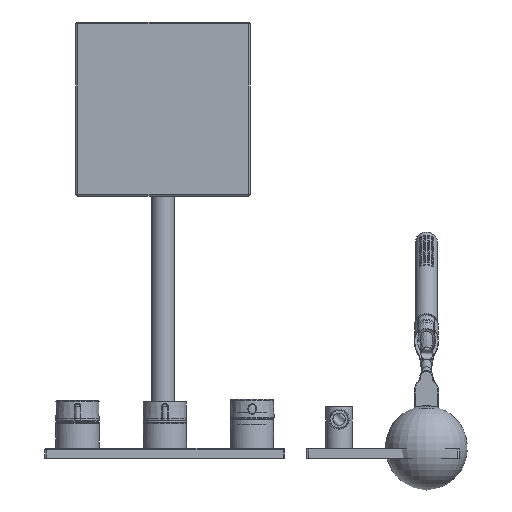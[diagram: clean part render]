
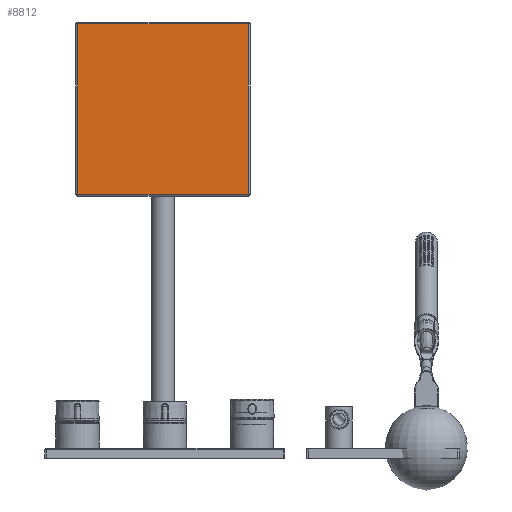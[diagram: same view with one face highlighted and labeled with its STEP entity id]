
A CAD part, front view. The second image highlights one B-rep face of the part: STEP entity #8812.
In plain terms, the highlighted planar face has unit normal (0, -1, 0).
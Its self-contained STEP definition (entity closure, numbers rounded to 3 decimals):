
#2587 = CARTESIAN_POINT ( 'NONE',  ( -153.774, 793.26, 302.3 ) ) ;
#3021 = CARTESIAN_POINT ( 'NONE',  ( -251.474, 793.26, 302.3 ) ) ;
#3715 = PLANE ( 'NONE',  #15341 ) ;
#4806 = ORIENTED_EDGE ( 'NONE', *, *, #6660, .F. ) ;
#5838 = CARTESIAN_POINT ( 'NONE',  ( -251.474, 793.26, 497.7 ) ) ;
#6049 = DIRECTION ( 'NONE',  ( 0., 0., -1. ) ) ;
#6342 = ORIENTED_EDGE ( 'NONE', *, *, #8910, .F. ) ;
#6660 = EDGE_CURVE ( 'NONE', #21093, #21654, #15159, .T. ) ;
#7333 = VECTOR ( 'NONE', #14762, 1000. ) ;
#7350 = LINE ( 'NONE', #3021, #7333 ) ;
#8812 = ADVANCED_FACE ( 'NONE', ( #10438 ), #3715, .F. ) ;
#8850 = CARTESIAN_POINT ( 'NONE',  ( -349.174, 793.26, 302.3 ) ) ;
#8910 = EDGE_CURVE ( 'NONE', #19418, #21093, #10253, .T. ) ;
#9468 = ORIENTED_EDGE ( 'NONE', *, *, #10273, .F. ) ;
#10088 = EDGE_LOOP ( 'NONE', ( #17640, #9468, #4806, #6342 ) ) ;
#10253 = LINE ( 'NONE', #5838, #10276 ) ;
#10273 = EDGE_CURVE ( 'NONE', #21654, #17769, #7350, .T. ) ;
#10276 = VECTOR ( 'NONE', #10884, 1000. ) ;
#10316 = CARTESIAN_POINT ( 'NONE',  ( -153.774, 793.26, 497.7 ) ) ;
#10438 = FACE_OUTER_BOUND ( 'NONE', #10088, .T. ) ;
#10535 = DIRECTION ( 'NONE',  ( 0., 0., 1. ) ) ;
#10884 = DIRECTION ( 'NONE',  ( 1., 0., 0. ) ) ;
#11786 = DIRECTION ( 'NONE',  ( 0., 0., 1. ) ) ;
#13140 = CARTESIAN_POINT ( 'NONE',  ( -349.174, 793.26, 400. ) ) ;
#14762 = DIRECTION ( 'NONE',  ( -1., 0., 0. ) ) ;
#15159 = LINE ( 'NONE', #15944, #15305 ) ;
#15305 = VECTOR ( 'NONE', #6049, 1000. ) ;
#15341 = AXIS2_PLACEMENT_3D ( 'NONE', #8850, #20359, #10535 ) ;
#15735 = LINE ( 'NONE', #13140, #20617 ) ;
#15944 = CARTESIAN_POINT ( 'NONE',  ( -153.774, 793.26, 400. ) ) ;
#17640 = ORIENTED_EDGE ( 'NONE', *, *, #19777, .F. ) ;
#17769 = VERTEX_POINT ( 'NONE', #17928 ) ;
#17928 = CARTESIAN_POINT ( 'NONE',  ( -349.174, 793.26, 302.3 ) ) ;
#19418 = VERTEX_POINT ( 'NONE', #21544 ) ;
#19777 = EDGE_CURVE ( 'NONE', #17769, #19418, #15735, .T. ) ;
#20359 = DIRECTION ( 'NONE',  ( 0., 1., 0. ) ) ;
#20617 = VECTOR ( 'NONE', #11786, 1000. ) ;
#21093 = VERTEX_POINT ( 'NONE', #10316 ) ;
#21544 = CARTESIAN_POINT ( 'NONE',  ( -349.174, 793.26, 497.7 ) ) ;
#21654 = VERTEX_POINT ( 'NONE', #2587 ) ;
